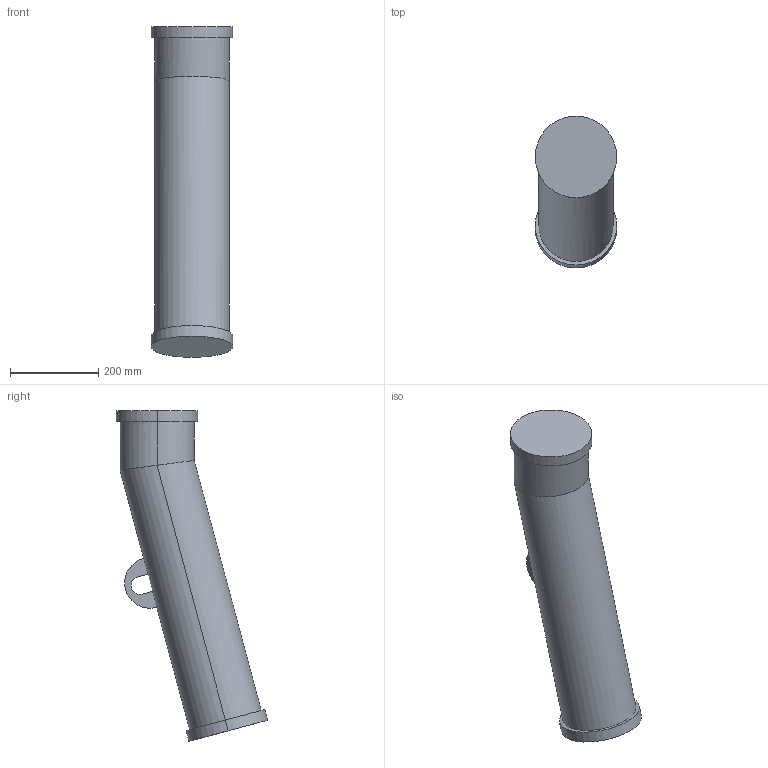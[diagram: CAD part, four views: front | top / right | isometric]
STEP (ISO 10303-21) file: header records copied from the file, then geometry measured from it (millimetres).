
FILE_DESCRIPTION (( 'STEP AP214' ), '1' );
FILE_NAME ('DN65-15-ANGLE.STEP', '2021-03-31T07:03:40', ( '' ), ( '' ), 'SwSTEP 2.0', 'SolidWorks 2017', '' );
FILE_SCHEMA (( 'AUTOMOTIVE_DESIGN' ));
Length unit declared in the file: millimetre
Products named in the file (1): DN65-15-ANGLE
Bounding box: 185 x 343.28 x 750.17 mm (x, y, z)
Volume: 14136982.3 mm3; surface area: 641023.2 mm2
Topology: 1 solids, 18 shells, 74 faces, 154 edges, 86 vertices
Faces by surface type: cone 32, plane 28, cylinder 12, torus 2
Entity records: 1874 total; most frequent: DIRECTION 332, CARTESIAN_POINT 289, ORIENTED_EDGE 244, AXIS2_PLACEMENT_3D 137, EDGE_CURVE 122, VERTEX_POINT 86, EDGE_LOOP 78, FACE_OUTER_BOUND 74
